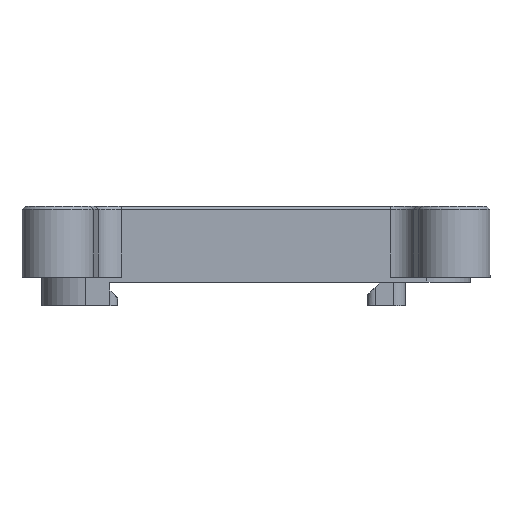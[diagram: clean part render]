
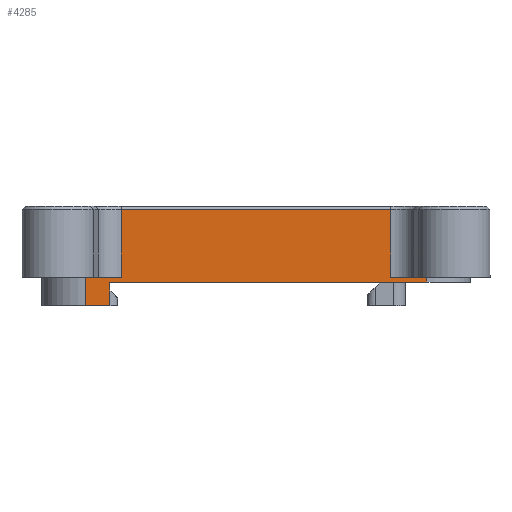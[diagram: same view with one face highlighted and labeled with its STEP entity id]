
A CAD part, front view. The second image highlights one B-rep face of the part: STEP entity #4285.
In plain terms, the highlighted planar face has unit normal (0, -1, 0).
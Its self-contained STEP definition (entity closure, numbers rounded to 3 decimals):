
#469=FACE_OUTER_BOUND('',#722,.T.);
#722=EDGE_LOOP('',(#3585,#3586,#3587,#3588,#3589,#3590,#3591,#3592,#3593,
#3594,#3595));
#1083=LINE('',#6845,#1541);
#1087=LINE('',#6859,#1545);
#1088=LINE('',#6863,#1546);
#1116=LINE('',#6923,#1574);
#1138=LINE('',#6975,#1596);
#1142=LINE('',#6989,#1600);
#1143=LINE('',#6991,#1601);
#1144=LINE('',#6993,#1602);
#1145=LINE('',#6995,#1603);
#1146=LINE('',#6997,#1604);
#1147=LINE('',#6998,#1605);
#1541=VECTOR('',#5564,10.);
#1545=VECTOR('',#5578,10.);
#1546=VECTOR('',#5583,10.);
#1574=VECTOR('',#5647,10.);
#1596=VECTOR('',#5691,10.);
#1600=VECTOR('',#5707,10.);
#1601=VECTOR('',#5708,10.);
#1602=VECTOR('',#5709,10.);
#1603=VECTOR('',#5710,10.);
#1604=VECTOR('',#5711,10.);
#1605=VECTOR('',#5712,10.);
#1949=VERTEX_POINT('',#6780);
#1970=VERTEX_POINT('',#6844);
#1972=VERTEX_POINT('',#6852);
#1975=VERTEX_POINT('',#6857);
#1990=VERTEX_POINT('',#6922);
#2009=VERTEX_POINT('',#6974);
#2013=VERTEX_POINT('',#6988);
#2014=VERTEX_POINT('',#6990);
#2015=VERTEX_POINT('',#6992);
#2016=VERTEX_POINT('',#6994);
#2017=VERTEX_POINT('',#6996);
#2490=EDGE_CURVE('',#1949,#1970,#1083,.T.);
#2497=EDGE_CURVE('',#1975,#1972,#1087,.T.);
#2499=EDGE_CURVE('',#1975,#1970,#1088,.T.);
#2531=EDGE_CURVE('',#1972,#1990,#1116,.T.);
#2558=EDGE_CURVE('',#1990,#2009,#1138,.F.);
#2565=EDGE_CURVE('',#2013,#1949,#1142,.T.);
#2566=EDGE_CURVE('',#2014,#2013,#1143,.T.);
#2567=EDGE_CURVE('',#2014,#2015,#1144,.F.);
#2568=EDGE_CURVE('',#2016,#2015,#1145,.T.);
#2569=EDGE_CURVE('',#2017,#2016,#1146,.F.);
#2570=EDGE_CURVE('',#2009,#2017,#1147,.F.);
#3585=ORIENTED_EDGE('',*,*,#2531,.F.);
#3586=ORIENTED_EDGE('',*,*,#2497,.F.);
#3587=ORIENTED_EDGE('',*,*,#2499,.T.);
#3588=ORIENTED_EDGE('',*,*,#2490,.F.);
#3589=ORIENTED_EDGE('',*,*,#2565,.F.);
#3590=ORIENTED_EDGE('',*,*,#2566,.F.);
#3591=ORIENTED_EDGE('',*,*,#2567,.T.);
#3592=ORIENTED_EDGE('',*,*,#2568,.F.);
#3593=ORIENTED_EDGE('',*,*,#2569,.F.);
#3594=ORIENTED_EDGE('',*,*,#2570,.F.);
#3595=ORIENTED_EDGE('',*,*,#2558,.F.);
#4069=PLANE('',#4665);
#4285=ADVANCED_FACE('',(#469),#4069,.T.);
#4665=AXIS2_PLACEMENT_3D('',#6987,#5705,#5706);
#5564=DIRECTION('',(0.,0.,-1.));
#5578=DIRECTION('',(0.,0.,-1.));
#5583=DIRECTION('',(-1.,0.,0.));
#5647=DIRECTION('',(-1.,0.,0.));
#5691=DIRECTION('',(0.,0.,1.));
#5705=DIRECTION('center_axis',(0.,-1.,0.));
#5706=DIRECTION('ref_axis',(1.,0.,0.));
#5707=DIRECTION('',(1.,0.,0.));
#5708=DIRECTION('',(0.,0.,1.));
#5709=DIRECTION('',(1.,0.,0.));
#5710=DIRECTION('',(0.,0.,1.));
#5711=DIRECTION('',(1.,0.,0.));
#5712=DIRECTION('',(0.,0.,1.));
#6780=CARTESIAN_POINT('',(17.027,-206.561,16.7));
#6844=CARTESIAN_POINT('',(17.027,-206.561,8.1));
#6845=CARTESIAN_POINT('',(17.027,-206.561,14.8));
#6852=CARTESIAN_POINT('',(21.6,-206.561,7.5));
#6857=CARTESIAN_POINT('',(21.6,-206.561,8.1));
#6859=CARTESIAN_POINT('',(21.6,-206.561,7.5));
#6863=CARTESIAN_POINT('',(19.464,-206.561,8.1));
#6922=CARTESIAN_POINT('',(-18.5,-206.561,7.5));
#6923=CARTESIAN_POINT('',(14.432,-206.561,7.5));
#6974=CARTESIAN_POINT('',(-18.5,-206.561,6.5));
#6975=CARTESIAN_POINT('',(-18.5,-206.561,6.));
#6987=CARTESIAN_POINT('Origin',(-27.5,-206.561,7.5));
#6988=CARTESIAN_POINT('',(-17.027,-206.561,16.7));
#6989=CARTESIAN_POINT('',(-14.,-206.561,16.7));
#6990=CARTESIAN_POINT('',(-17.027,-206.561,8.1));
#6991=CARTESIAN_POINT('',(-17.027,-206.561,14.8));
#6992=CARTESIAN_POINT('',(-21.6,-206.561,8.1));
#6993=CARTESIAN_POINT('',(-13.75,-206.561,8.1));
#6994=CARTESIAN_POINT('',(-21.6,-206.561,4.5));
#6995=CARTESIAN_POINT('',(-21.6,-206.561,7.5));
#6996=CARTESIAN_POINT('',(-18.5,-206.561,4.5));
#6997=CARTESIAN_POINT('',(-13.75,-206.561,4.5));
#6998=CARTESIAN_POINT('',(-18.5,-206.561,6.));
